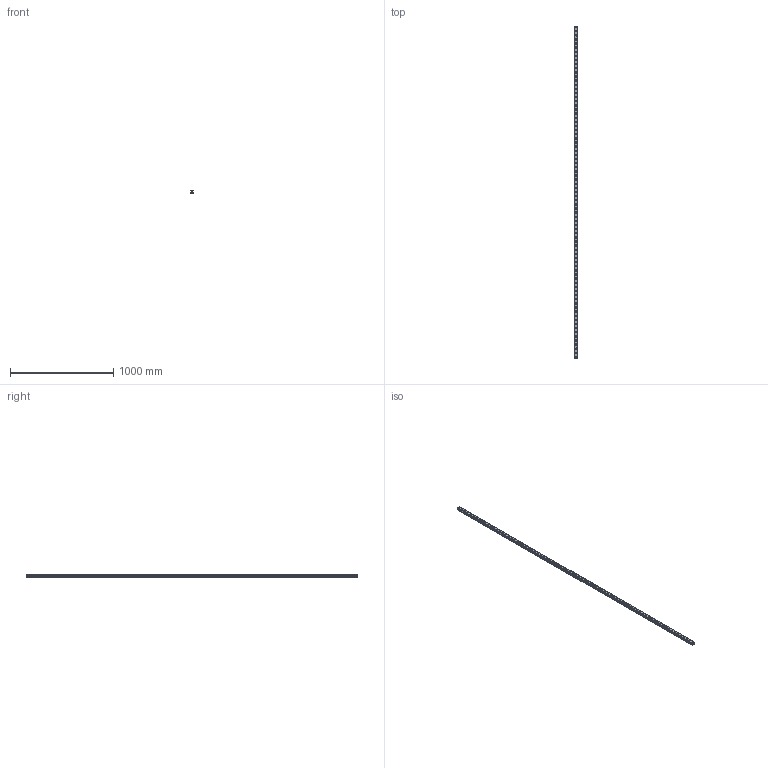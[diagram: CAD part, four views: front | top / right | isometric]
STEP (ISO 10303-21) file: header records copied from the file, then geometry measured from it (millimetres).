
FILE_DESCRIPTION(('STEP AP214'),'1');
FILE_NAME('cctmp_33ECFE21-16E2-484D-9D51-B8955B241C19_2021_03_11_11_58_12_0539..stp','2021-03-11T10:58:12',('HIWIN GmbH'),('CADClick - www.CADClick.com'),'Spatial InterOp 3D',' ','unknown authorization');
FILE_SCHEMA(('AUTOMOTIVE_DESIGN'));
Length unit declared in the file: millimetre
Products named in the file (1): RGR30R3220H_FILE
Bounding box: 28 x 3220 x 28 mm (x, y, z)
Volume: 1846501.8 mm3; surface area: 478042.2 mm2
Topology: 1 solids, 1 shells, 844 faces, 1785 edges, 1190 vertices
Faces by surface type: cylinder 504, plane 340
Entity records: 29913 total; most frequent: DIRECTION 4483, CARTESIAN_POINT 3820, ORIENTED_EDGE 3570, AXIS2_PLACEMENT_3D 1853, EDGE_CURVE 1785, VERTEX_POINT 1190, EDGE_LOOP 1091, CIRCLE 1008
